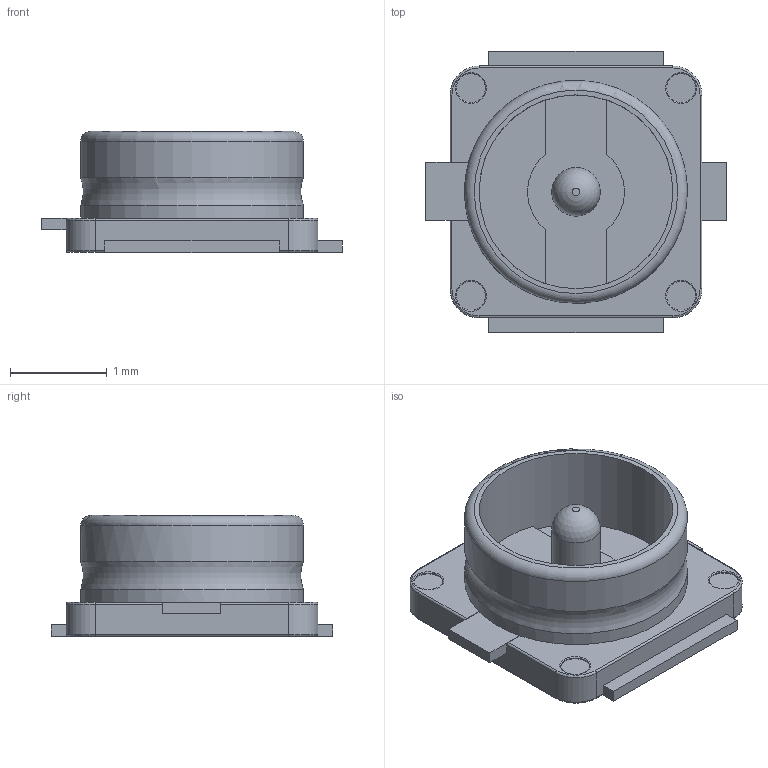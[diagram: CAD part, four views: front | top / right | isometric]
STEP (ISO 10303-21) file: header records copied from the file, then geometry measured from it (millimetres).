
FILE_DESCRIPTION(/* description */ (''),/* implementation_level */ '2;1');
FILE_NAME(/* name */ 'RECE-20279-001E-01.stp',/* time_stamp */ '2020-08-25T19:01:14+02:00',/* author */ ('khaled'),/* organization */ (''),/* preprocessor_version */ 'ST-DEVELOPER v17.2',/* originating_system */ 'Autodesk Inventor 2019',/* authorisation */ '');
FILE_SCHEMA (('AUTOMOTIVE_DESIGN { 1 0 10303 214 3 1 1 }'));
Length unit declared in the file: millimetre
Products named in the file (4): RECE-20279-001E-01; 1; 2; 3
Assembly tree (3 placements, depth 2):
  RECE-20279-001E-01
    1
    2
    3
Bounding box: 3.1 x 2.9 x 1.25 mm (x, y, z)
Volume: 3.5 mm3; surface area: 45 mm2
Topology: 6 solids, 6 shells, 130 faces, 316 edges, 205 vertices
Faces by surface type: plane 74, cylinder 41, torus 14, sphere 1
Full cylindrical faces by diameter (mm): 0.3 x4, 0.5 x2, 0.6 x2, 2 x2, 2.3 x2
Entity records: 3986 total; most frequent: DIRECTION 706, CARTESIAN_POINT 658, ORIENTED_EDGE 632, EDGE_CURVE 316, AXIS2_PLACEMENT_3D 253, VERTEX_POINT 205, LINE 200, VECTOR 200
